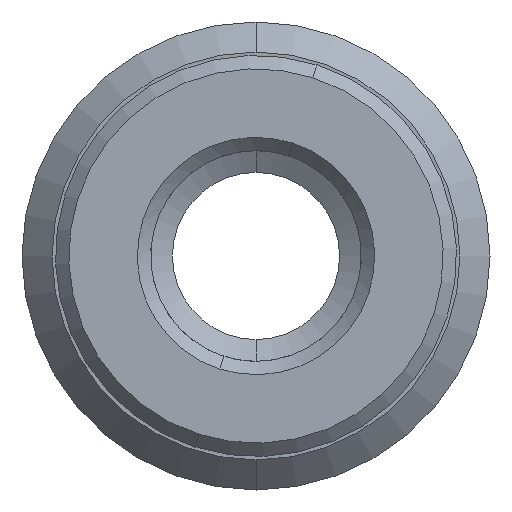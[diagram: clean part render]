
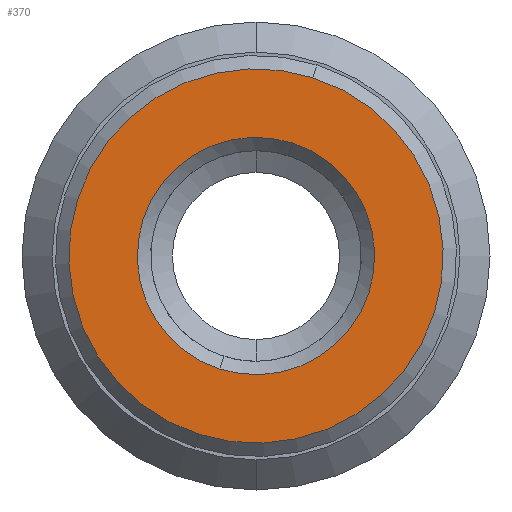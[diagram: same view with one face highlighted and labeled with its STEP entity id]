
A CAD part, front view. The second image highlights one B-rep face of the part: STEP entity #370.
In plain terms, the highlighted planar face has unit normal (0, -1, 0).
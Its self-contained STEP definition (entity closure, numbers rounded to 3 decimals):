
#41 = EDGE_CURVE ( 'NONE', #45, #42, #659, .T. ) ;
#42 = VERTEX_POINT ( 'NONE', #664 ) ;
#45 = VERTEX_POINT ( 'NONE', #660 ) ;
#75 = EDGE_CURVE ( 'NONE', #86, #80, #646, .T. ) ;
#80 = VERTEX_POINT ( 'NONE', #676 ) ;
#86 = VERTEX_POINT ( 'NONE', #618 ) ;
#370 = ADVANCED_FACE ( 'NONE', ( #1219, #1218 ), #1197, .F. ) ;
#371 = EDGE_LOOP ( 'NONE', ( #506, #508 ) ) ;
#411 = EDGE_CURVE ( 'NONE', #80, #86, #1222, .T. ) ;
#506 = ORIENTED_EDGE ( 'NONE', *, *, #507, .F. ) ;
#507 = EDGE_CURVE ( 'NONE', #42, #45, #1343, .T. ) ;
#508 = ORIENTED_EDGE ( 'NONE', *, *, #41, .F. ) ;
#509 = EDGE_LOOP ( 'NONE', ( #553, #550 ) ) ;
#550 = ORIENTED_EDGE ( 'NONE', *, *, #75, .T. ) ;
#553 = ORIENTED_EDGE ( 'NONE', *, *, #411, .T. ) ;
#607 = AXIS2_PLACEMENT_3D ( 'NONE', #683, #699, #723 ) ;
#618 = CARTESIAN_POINT ( 'NONE',  ( -0.852, -11., -2.667 ) ) ;
#642 = DIRECTION ( 'NONE',  ( -0.304, 0., -0.953 ) ) ;
#643 = DIRECTION ( 'NONE',  ( 0., -1., 0. ) ) ;
#644 = CARTESIAN_POINT ( 'NONE',  ( 0., -11., 0. ) ) ;
#645 = AXIS2_PLACEMENT_3D ( 'NONE', #644, #643, #642 ) ;
#646 = CIRCLE ( 'NONE', #645, 2.8 ) ;
#659 = CIRCLE ( 'NONE', #607, 1.775 ) ;
#660 = CARTESIAN_POINT ( 'NONE',  ( 0.54, -11., 1.691 ) ) ;
#664 = CARTESIAN_POINT ( 'NONE',  ( -0.54, -11., -1.691 ) ) ;
#676 = CARTESIAN_POINT ( 'NONE',  ( 0.852, -11., 2.667 ) ) ;
#683 = CARTESIAN_POINT ( 'NONE',  ( 0., -11., 0. ) ) ;
#699 = DIRECTION ( 'NONE',  ( 0., -1., 0. ) ) ;
#723 = DIRECTION ( 'NONE',  ( -0.304, 0., -0.953 ) ) ;
#1160 = DIRECTION ( 'NONE',  ( 0.304, 0., 0.953 ) ) ;
#1161 = DIRECTION ( 'NONE',  ( 0., 1., 0. ) ) ;
#1162 = CARTESIAN_POINT ( 'NONE',  ( 1.691, -11., -0.54 ) ) ;
#1163 = AXIS2_PLACEMENT_3D ( 'NONE', #1162, #1161, #1160 ) ;
#1197 = PLANE ( 'NONE',  #1163 ) ;
#1218 = FACE_OUTER_BOUND ( 'NONE', #509, .T. ) ;
#1219 = FACE_BOUND ( 'NONE', #371, .T. ) ;
#1222 = CIRCLE ( 'NONE', #1370, 2.8 ) ;
#1223 = DIRECTION ( 'NONE',  ( 0., -1., 0. ) ) ;
#1224 = CARTESIAN_POINT ( 'NONE',  ( 0., -11., 0. ) ) ;
#1283 = CARTESIAN_POINT ( 'NONE',  ( 0., -11., 0. ) ) ;
#1308 = DIRECTION ( 'NONE',  ( -0.304, 0., -0.953 ) ) ;
#1340 = DIRECTION ( 'NONE',  ( -0.304, 0., -0.953 ) ) ;
#1341 = DIRECTION ( 'NONE',  ( 0., -1., 0. ) ) ;
#1342 = AXIS2_PLACEMENT_3D ( 'NONE', #1283, #1341, #1340 ) ;
#1343 = CIRCLE ( 'NONE', #1342, 1.775 ) ;
#1370 = AXIS2_PLACEMENT_3D ( 'NONE', #1224, #1223, #1308 ) ;
